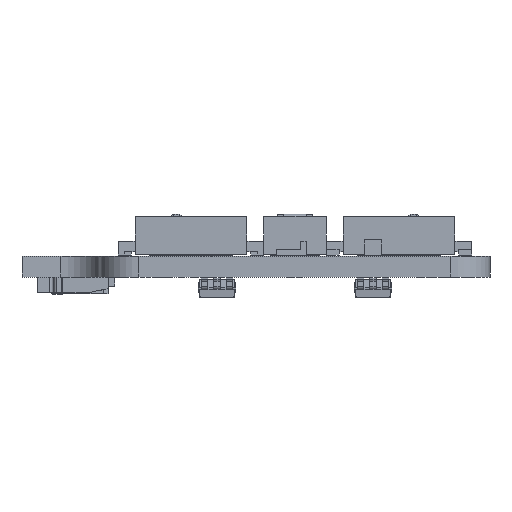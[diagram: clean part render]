
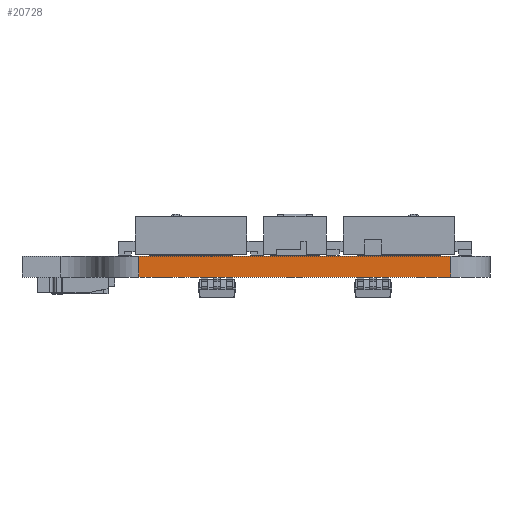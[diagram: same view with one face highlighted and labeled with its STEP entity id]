
A CAD part, front view. The second image highlights one B-rep face of the part: STEP entity #20728.
In plain terms, the highlighted planar face has unit normal (0, -1, 0).
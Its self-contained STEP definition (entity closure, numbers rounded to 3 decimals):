
#20140 = VERTEX_POINT('',#20141);
#20141 = CARTESIAN_POINT('',(12.,-15.,0.));
#20148 = EDGE_CURVE('',#20140,#20149,#20151,.T.);
#20149 = VERTEX_POINT('',#20150);
#20150 = CARTESIAN_POINT('',(-12.,-15.,0.));
#20151 = LINE('',#20152,#20153);
#20152 = CARTESIAN_POINT('',(12.,-15.,0.));
#20153 = VECTOR('',#20154,1.);
#20154 = DIRECTION('',(-1.,0.,0.));
#20412 = VERTEX_POINT('',#20413);
#20413 = CARTESIAN_POINT('',(12.,-15.,1.6));
#20420 = EDGE_CURVE('',#20412,#20421,#20423,.T.);
#20421 = VERTEX_POINT('',#20422);
#20422 = CARTESIAN_POINT('',(-12.,-15.,1.6));
#20423 = LINE('',#20424,#20425);
#20424 = CARTESIAN_POINT('',(12.,-15.,1.6));
#20425 = VECTOR('',#20426,1.);
#20426 = DIRECTION('',(-1.,0.,0.));
#20700 = EDGE_CURVE('',#20140,#20412,#20701,.T.);
#20701 = LINE('',#20702,#20703);
#20702 = CARTESIAN_POINT('',(12.,-15.,0.));
#20703 = VECTOR('',#20704,1.);
#20704 = DIRECTION('',(0.,0.,1.));
#20728 = ADVANCED_FACE('',(#20729),#20740,.T.);
#20729 = FACE_BOUND('',#20730,.T.);
#20730 = EDGE_LOOP('',(#20731,#20732,#20733,#20739));
#20731 = ORIENTED_EDGE('',*,*,#20700,.T.);
#20732 = ORIENTED_EDGE('',*,*,#20420,.T.);
#20733 = ORIENTED_EDGE('',*,*,#20734,.F.);
#20734 = EDGE_CURVE('',#20149,#20421,#20735,.T.);
#20735 = LINE('',#20736,#20737);
#20736 = CARTESIAN_POINT('',(-12.,-15.,0.));
#20737 = VECTOR('',#20738,1.);
#20738 = DIRECTION('',(0.,0.,1.));
#20739 = ORIENTED_EDGE('',*,*,#20148,.F.);
#20740 = PLANE('',#20741);
#20741 = AXIS2_PLACEMENT_3D('',#20742,#20743,#20744);
#20742 = CARTESIAN_POINT('',(12.,-15.,0.));
#20743 = DIRECTION('',(0.,-1.,0.));
#20744 = DIRECTION('',(-1.,0.,0.));
